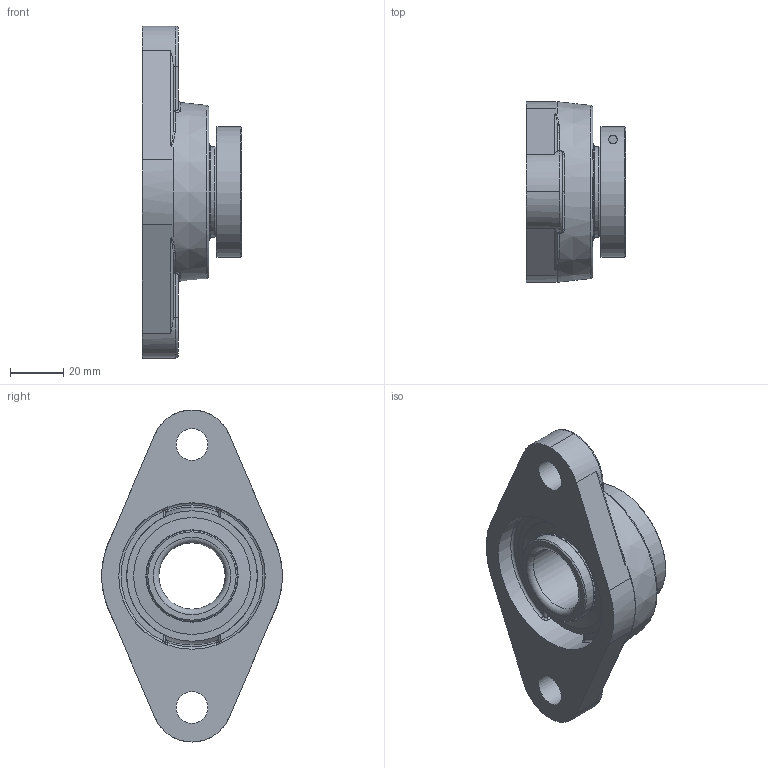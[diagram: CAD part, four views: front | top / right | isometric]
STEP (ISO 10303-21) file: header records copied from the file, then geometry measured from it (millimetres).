
FILE_DESCRIPTION(('HOOPS Exchange Step'),'2;1');
FILE_NAME('export-7221035F-DE3C-4C65-BA45-5CA21FB6BB4D.stp','2020-05-28T10:00:34-07:00',('dkerr'),('Alibre'),'HOOPS Exchange 2020.0','Alibre','Unknown authorisation');
FILE_SCHEMA( ('AP242_MANAGED_MODEL_BASED_3D_ENGINEERING_MIM_LF {1 0 10303 442 1 1 4 }') );
Length unit declared in the file: inch
Products named in the file (8): MRN SFTM L4L 205; MRN SUE 205 L4L (25mm) (Race); MRN SUE 205 L4L (Ball); MRN SUE 205 L4L (Shield); MRN SUE 205 L4L (Lock Ring); MRN SUE 205 L4L (Bolt); MRN SUE 205 L4L (25mm); MRN SUESFTM 205 L4L (25mm)
Assembly tree (7 placements, depth 3):
  MRN SUESFTM 205 L4L (25mm)
    MRN SFTM L4L 205
    MRN SUE 205 L4L (25mm)
      MRN SUE 205 L4L (25mm) (Race)
      MRN SUE 205 L4L (Ball)
      MRN SUE 205 L4L (Shield)
      MRN SUE 205 L4L (Lock Ring)
      MRN SUE 205 L4L (Bolt)
Bounding box: 37.3 x 68 x 125 mm (x, y, z)
Volume: 89323.3 mm3; surface area: 41351.6 mm2
Topology: 16 solids, 16 shells, 226 faces, 621 edges, 407 vertices
Faces by surface type: plane 70, cylinder 62, torus 32, cone 30, sphere 16, bspline 16
Full cylindrical faces by diameter (mm): 3.242 x2, 4 x1, 7 x1, 12 x2, 25 x1, 34.225 x4, 34.733 x2, 44 x4, 55.143 x1, 60.25 x1
Entity records: 15845 total; most frequent: CARTESIAN_POINT 10002, DIRECTION 1197, ORIENTED_EDGE 1192, EDGE_CURVE 596, AXIS2_PLACEMENT_3D 507, VERTEX_POINT 407, CIRCLE 274, EDGE_LOOP 249
